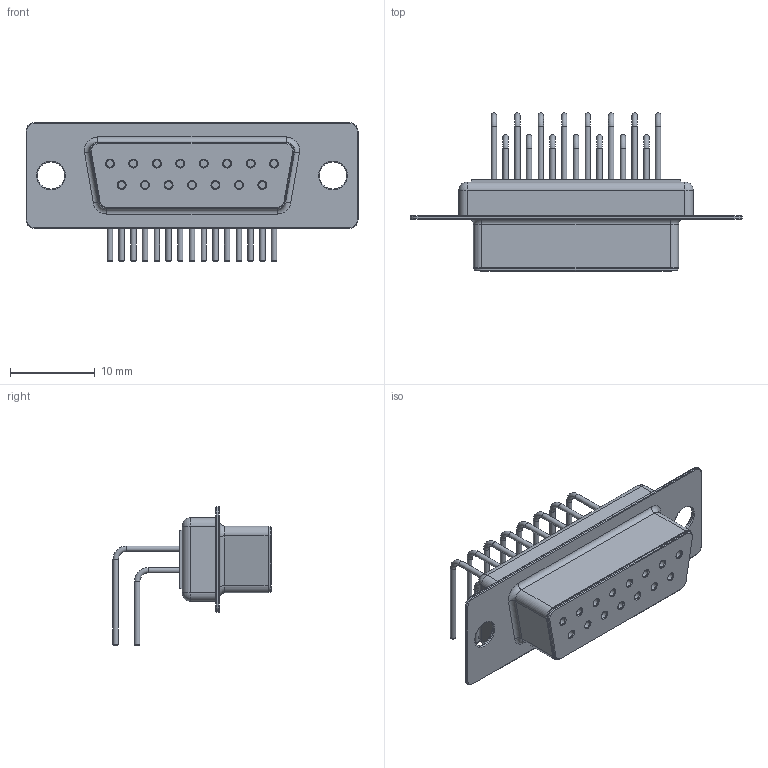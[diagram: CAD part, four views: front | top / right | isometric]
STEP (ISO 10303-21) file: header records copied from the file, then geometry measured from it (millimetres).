
FILE_DESCRIPTION(/* description */ ('model of DSUB-15_Female_Horizontal_P2.77x2.54mm_EdgePinOffset9.40mm'),/* implementation_level */ '2;1');
FILE_NAME(/* name */ 'DSUB-15_Female_Horizontal_P2.77x2.54mm_EdgePinOffset9.40mm.step',/* time_stamp */ '2020-01-10T18:02:25',/* author */ ('kicad StepUp','ksu'),/* organization */ ('FreeCAD'),/* preprocessor_version */ 'OCC',/* originating_system */ 'kicad StepUp',/* authorisation */ '');
FILE_SCHEMA(('AUTOMOTIVE_DESIGN { 1 0 10303 214 1 1 1 1 }'));
Length unit declared in the file: millimetre
Products named in the file (1): DSUB-15_Female_Horizontal_P2.77x2.54mm_EdgePinOffset9.40mm
Bounding box: 39.2 x 18.66 x 16.4 mm (x, y, z)
Volume: 2445.9 mm3; surface area: 2593.5 mm2
Topology: 1 solids, 1 shells, 211 faces, 452 edges, 260 vertices
Faces by surface type: cylinder 83, plane 51, torus 46, cone 23, sphere 4, revolution 4
Full cylindrical faces by diameter (mm): 0.64 x30, 0.853 x15, 3.2 x2
Entity records: 7538 total; most frequent: CARTESIAN_POINT 1260, DIRECTION 1122, ORIENTED_EDGE 896, AXIS2_PLACEMENT_3D 466, EDGE_CURVE 448, FACE_BOUND 264, EDGE_LOOP 264, VERTEX_POINT 260
